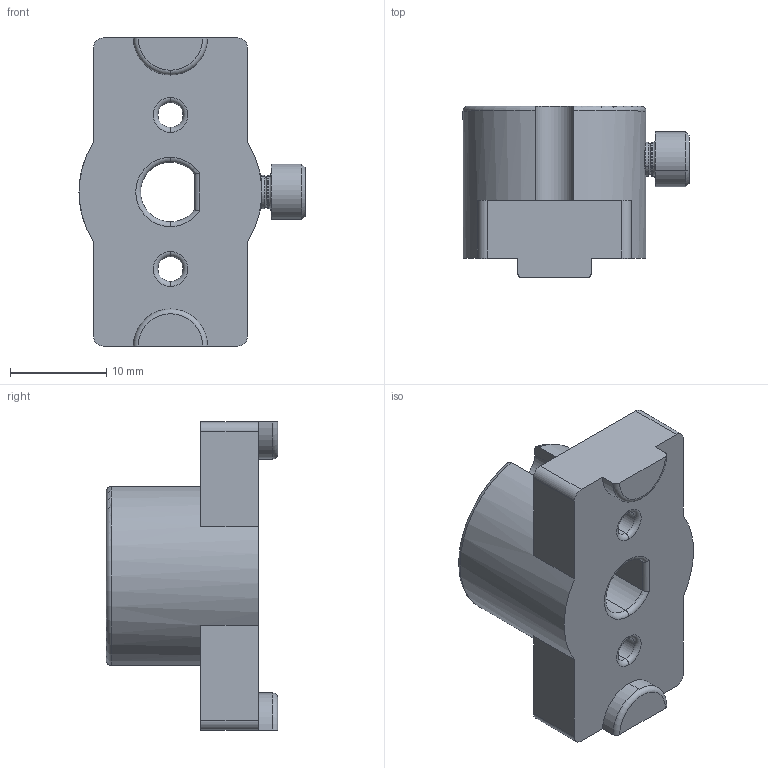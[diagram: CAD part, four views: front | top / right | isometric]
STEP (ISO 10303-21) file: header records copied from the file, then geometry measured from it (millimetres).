
FILE_DESCRIPTION (( 'STEP AP214' ), '1' );
FILE_NAME ('40228_TXP-Beam Attachment Hub.STEP', '2017-03-28T20:18:50', ( '' ), ( '' ), 'SwSTEP 2.0', 'SolidWorks 2016', '' );
FILE_SCHEMA (( 'AUTOMOTIVE_DESIGN' ));
Length unit declared in the file: millimetre
Products named in the file (2): 40228_TXP-Beam Attachment Hub
Bounding box: 23.48 x 17.8 x 32 mm (x, y, z)
Volume: 5333.5 mm3; surface area: 2994.3 mm2
Topology: 2 solids, 2 shells, 157 faces, 357 edges, 205 vertices
Faces by surface type: cone 54, cylinder 51, plane 33, torus 17, bspline 2
Entity records: 6391 total; most frequent: CARTESIAN_POINT 1005, DIRECTION 826, ORIENTED_EDGE 710, EDGE_CURVE 355, AXIS2_PLACEMENT_3D 328, VERTEX_POINT 205, CIRCLE 171, LINE 170
